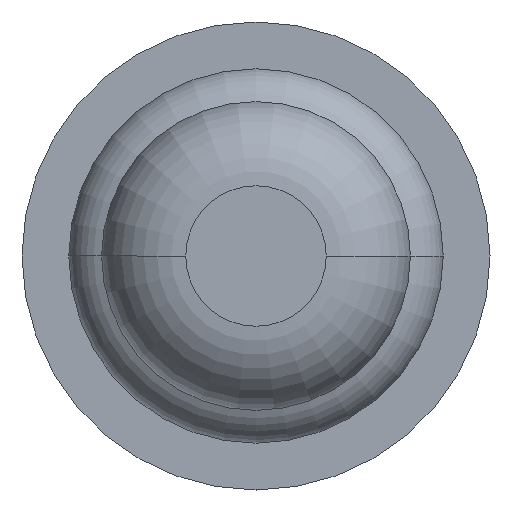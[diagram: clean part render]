
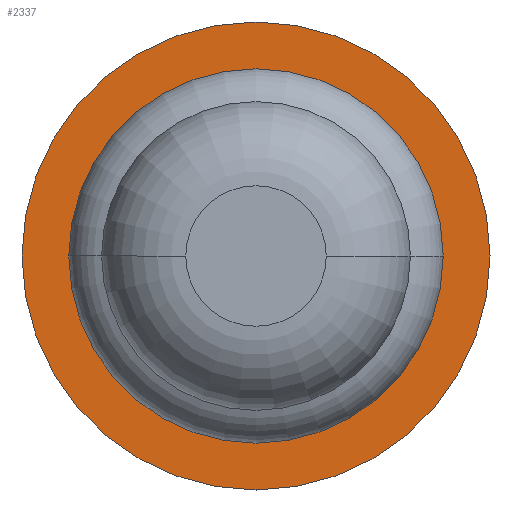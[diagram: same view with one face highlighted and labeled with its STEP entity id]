
A CAD part, front view. The second image highlights one B-rep face of the part: STEP entity #2337.
In plain terms, the highlighted planar face has unit normal (0, -1, 0).
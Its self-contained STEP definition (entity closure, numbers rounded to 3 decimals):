
#118 = AXIS2_PLACEMENT_3D ( 'NONE', #2736, #872, #2138 ) ;
#323 = CIRCLE ( 'NONE', #3529, 0.64 ) ;
#396 = DIRECTION ( 'NONE',  ( -1., 0., 0. ) ) ;
#442 = VERTEX_POINT ( 'NONE', #2065 ) ;
#595 = CARTESIAN_POINT ( 'NONE',  ( 0., 5., 0. ) ) ;
#827 = ORIENTED_EDGE ( 'NONE', *, *, #2327, .F. ) ;
#872 = DIRECTION ( 'NONE',  ( 0., 1., 0. ) ) ;
#909 = VERTEX_POINT ( 'NONE', #1122 ) ;
#994 = CARTESIAN_POINT ( 'NONE',  ( 1.25, 5., 0. ) ) ;
#1036 = CARTESIAN_POINT ( 'NONE',  ( 0., 5., 0. ) ) ;
#1122 = CARTESIAN_POINT ( 'NONE',  ( -1.25, 5., 0. ) ) ;
#1222 = CARTESIAN_POINT ( 'NONE',  ( 1.25, 5., 0. ) ) ;
#1312 = EDGE_CURVE ( 'Defeature ausgef�hrt1_11+Defeature ausgef�hrt1_12+Defeature ausgef�hrt1_12+Defeature ausgef�hrt1_12', #3307, #909, #2647, .T. ) ;
#1502 = CARTESIAN_POINT ( 'NONE',  ( 0., 5., 0. ) ) ;
#1515 = DIRECTION ( 'NONE',  ( -1., 0., 0. ) ) ;
#1575 = FACE_OUTER_BOUND ( 'NONE', #2723, .T. ) ;
#1615 = PLANE ( 'NONE',  #3282 ) ;
#1842 = ORIENTED_EDGE ( 'NONE', *, *, #1312, .F. ) ;
#2050 = DIRECTION ( 'NONE',  ( 0., 1., 0. ) ) ;
#2065 = CARTESIAN_POINT ( 'NONE',  ( 0.64, 5., 0. ) ) ;
#2087 = ORIENTED_EDGE ( 'NONE', *, *, #2174, .T. ) ;
#2138 = DIRECTION ( 'NONE',  ( -1., 0., 0. ) ) ;
#2174 = EDGE_CURVE ( 'Defeature ausgef�hrt1_12+Defeature ausgef�hrt1_13+Defeature ausgef�hrt1_13+Defeature ausgef�hrt1_13', #2498, #442, #323, .T. ) ;
#2233 = DIRECTION ( 'NONE',  ( 0., 1., 0. ) ) ;
#2327 = EDGE_CURVE ( 'Defeature ausgef�hrt1_11+Defeature ausgef�hrt1_12+Defeature ausgef�hrt1_12+Defeature ausgef�hrt1_12', #909, #3307, #3913, .T. ) ;
#2337 = ADVANCED_FACE ( 'Defeature ausgef�hrt1_12', ( #1575, #3107 ), #1615, .F. ) ;
#2365 = CARTESIAN_POINT ( 'NONE',  ( -0.64, 5., 0. ) ) ;
#2435 = EDGE_CURVE ( 'Defeature ausgef�hrt1_12+Defeature ausgef�hrt1_13+Defeature ausgef�hrt1_13+Defeature ausgef�hrt1_13', #442, #2498, #3476, .T. ) ;
#2498 = VERTEX_POINT ( 'NONE', #2365 ) ;
#2647 = CIRCLE ( 'NONE', #118, 1.25 ) ;
#2723 = EDGE_LOOP ( 'NONE', ( #827, #1842 ) ) ;
#2736 = CARTESIAN_POINT ( 'NONE',  ( 0., 5., 0. ) ) ;
#2879 = AXIS2_PLACEMENT_3D ( 'NONE', #1036, #3794, #396 ) ;
#3047 = DIRECTION ( 'NONE',  ( 0., 1., 0. ) ) ;
#3107 = FACE_BOUND ( 'NONE', #3969, .T. ) ;
#3188 = DIRECTION ( 'NONE',  ( -1., 0., 0. ) ) ;
#3282 = AXIS2_PLACEMENT_3D ( 'NONE', #994, #2233, #3188 ) ;
#3307 = VERTEX_POINT ( 'NONE', #1222 ) ;
#3455 = AXIS2_PLACEMENT_3D ( 'NONE', #1502, #2050, #3600 ) ;
#3476 = CIRCLE ( 'NONE', #3455, 0.64 ) ;
#3529 = AXIS2_PLACEMENT_3D ( 'NONE', #595, #3047, #1515 ) ;
#3600 = DIRECTION ( 'NONE',  ( -1., 0., 0. ) ) ;
#3794 = DIRECTION ( 'NONE',  ( 0., 1., 0. ) ) ;
#3847 = ORIENTED_EDGE ( 'NONE', *, *, #2435, .T. ) ;
#3913 = CIRCLE ( 'NONE', #2879, 1.25 ) ;
#3969 = EDGE_LOOP ( 'NONE', ( #2087, #3847 ) ) ;
